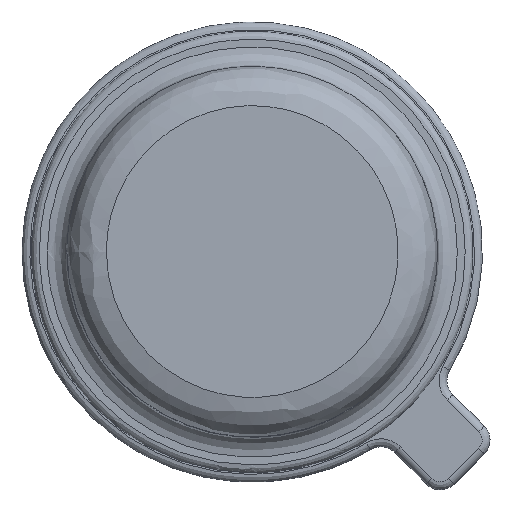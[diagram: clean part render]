
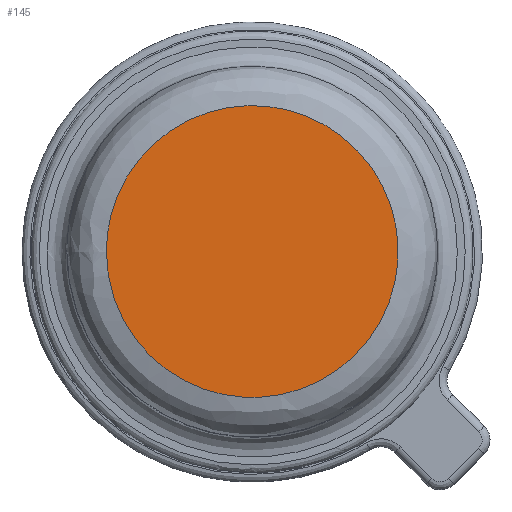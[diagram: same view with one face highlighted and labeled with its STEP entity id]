
A CAD part, top view. The second image highlights one B-rep face of the part: STEP entity #145.
In plain terms, the highlighted planar face has unit normal (0, 0, 1).
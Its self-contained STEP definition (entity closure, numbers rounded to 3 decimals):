
#145=ADVANCED_FACE('',(#194),#716,.T.);
#194=FACE_OUTER_BOUND('',#252,.T.);
#252=EDGE_LOOP('',(#412));
#412=ORIENTED_EDGE('',*,*,#530,.T.);
#530=EDGE_CURVE('',#695,#695,#628,.T.);
#628=(
BOUNDED_CURVE()
B_SPLINE_CURVE(2,(#1537,#1538,#1539,#1540,#1541,#1542,#1543,#1544,#1545),
 .UNSPECIFIED.,.T.,.F.)
B_SPLINE_CURVE_WITH_KNOTS((3,2,2,2,3),(0.,2.906,5.812,
8.718,11.624),.UNSPECIFIED.)
CURVE()
GEOMETRIC_REPRESENTATION_ITEM()
RATIONAL_B_SPLINE_CURVE((1.,0.707,1.,0.707,1.,0.707,
1.,0.707,1.))
REPRESENTATION_ITEM('')
);
#695=VERTEX_POINT('',#1485);
#716=PLANE('',#785);
#785=AXIS2_PLACEMENT_3D('',#1407,#800,$);
#800=DIRECTION('',(0.,0.,1.));
#1407=CARTESIAN_POINT('',(9.063,-2.938,4.48));
#1485=CARTESIAN_POINT('',(10.15,0.,4.48));
#1537=CARTESIAN_POINT('',(10.15,0.,4.48));
#1538=CARTESIAN_POINT('',(10.15,-1.85,4.48));
#1539=CARTESIAN_POINT('',(12.,-1.85,4.48));
#1540=CARTESIAN_POINT('',(13.85,-1.85,4.48));
#1541=CARTESIAN_POINT('',(13.85,0.,4.48));
#1542=CARTESIAN_POINT('',(13.85,1.85,4.48));
#1543=CARTESIAN_POINT('',(12.,1.85,4.48));
#1544=CARTESIAN_POINT('',(10.15,1.85,4.48));
#1545=CARTESIAN_POINT('',(10.15,0.,4.48));
